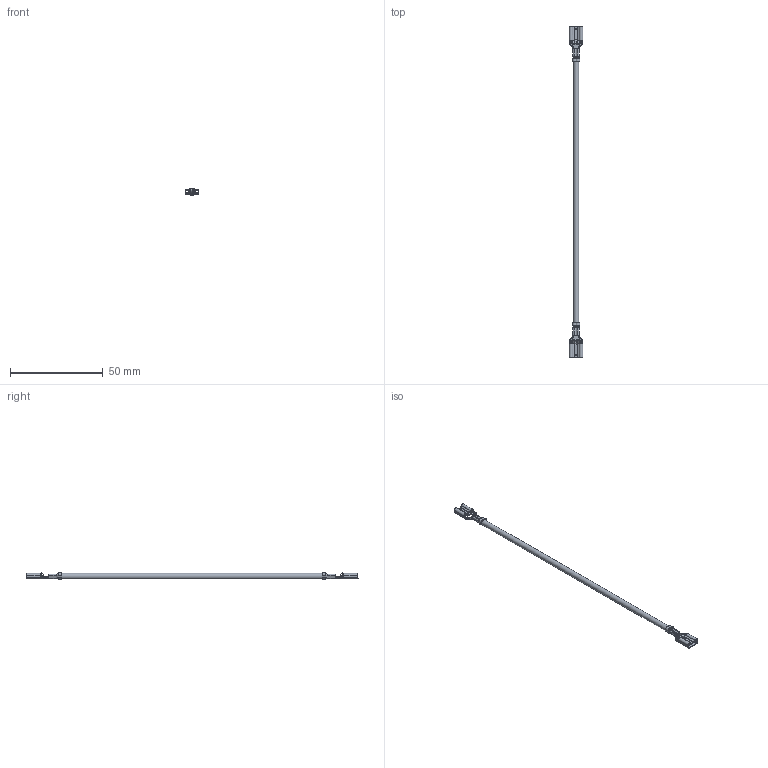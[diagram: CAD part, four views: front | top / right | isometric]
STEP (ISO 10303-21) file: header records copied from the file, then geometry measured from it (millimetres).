
FILE_DESCRIPTION(/* description */ ('Unknown'),/* implementation_level */ '2;1');
FILE_NAME(/* name */ '6372372200xx',/* time_stamp */ '2025-08-12T13:29:43+02:00',/* author */ ('Unknown'),/* organization */ ('Unknown'),/* preprocessor_version */ 'ST-DEVELOPER v19.4',/* originating_system */ 'Solid Edge',/* authorisation */ 'Unknown');
FILE_SCHEMA (('AUTOMOTIVE_DESIGN {1 0 10303 214 3 1 1}'));
Length unit declared in the file: millimetre
Products named in the file (4): 6372372200xx; Wire 16AWG Black_UL1015; 637301320000_DEC; 637301320000_DEC_mir
Assembly tree (3 placements, depth 2):
  6372372200xx
    Wire 16AWG Black_UL1015
    637301320000_DEC
    637301320000_DEC_mir
Bounding box: 7.4 x 178.96 x 3.68 mm (x, y, z)
Volume: 1180.1 mm3; surface area: 5108.5 mm2
Topology: 19 solids, 21 shells, 479 faces, 1207 edges, 766 vertices
Faces by surface type: plane 212, cylinder 179, bspline 52, torus 32, cone 4
Full cylindrical faces by diameter (mm): 0.23 x5, 0.24 x6, 1.31 x1, 3.1 x1
Entity records: 15215 total; most frequent: CARTESIAN_POINT 3905, ORIENTED_EDGE 2388, DIRECTION 2168, EDGE_CURVE 1194, AXIS2_PLACEMENT_3D 773, VERTEX_POINT 766, LINE 622, VECTOR 622
